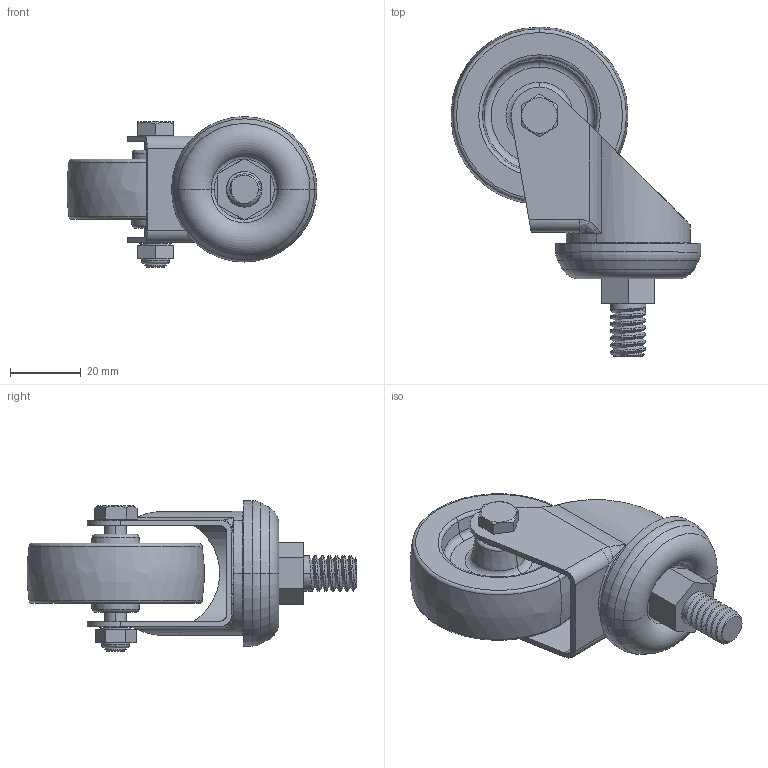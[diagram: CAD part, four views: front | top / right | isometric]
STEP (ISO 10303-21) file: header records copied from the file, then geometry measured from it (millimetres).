
FILE_DESCRIPTION((''),'2;1');
FILE_NAME('WL62A50','2013-01-29T',('lr2'),(''),'PRO/ENGINEER BY PARAMETRIC TECHNOLOGY CORPORATION, 2008090','PRO/ENGINEER BY PARAMETRIC TECHNOLOGY CORPORATION, 2008090','');
FILE_SCHEMA(('CONFIG_CONTROL_DESIGN'));
Length unit declared in the file: millimetre
Products named in the file (1): WL62A50
Bounding box: 70.43 x 92.93 x 42.5 mm (x, y, z)
Volume: 40336.4 mm3; surface area: 23100.7 mm2
Topology: 3 solids, 3 shells, 192 faces, 437 edges, 265 vertices
Faces by surface type: plane 53, torus 50, cylinder 49, cone 26, bspline 14
Entity records: 7010 total; most frequent: CARTESIAN_POINT 2680, DIRECTION 931, ORIENTED_EDGE 874, EDGE_CURVE 437, AXIS2_PLACEMENT_3D 393, VERTEX_POINT 265, CIRCLE 215, EDGE_LOOP 212
